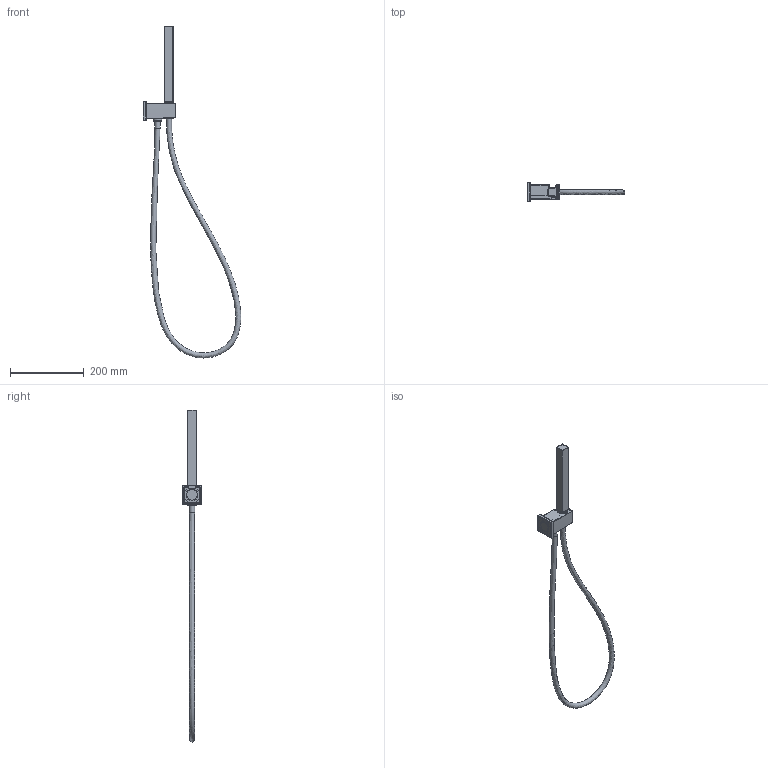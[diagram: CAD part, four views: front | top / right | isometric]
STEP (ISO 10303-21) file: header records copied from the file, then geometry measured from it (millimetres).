
FILE_DESCRIPTION(/* description */ ('Unknown'),/* implementation_level */ '2;1');
FILE_NAME(/* name */ '26405000',/* time_stamp */ '2022-09-07T05:23:40+02:00',/* author */ ('Unknown'),/* organization */ ('GROHE AG'),/* preprocessor_version */ 'ST-DEVELOPER v16.7',/* originating_system */ 'DEX',/* authorisation */ $);
FILE_SCHEMA (('AUTOMOTIVE_DESIGN {1 0 10303 214 3 1 1}'));
Length unit declared in the file: millimetre
Products named in the file (8): 26405000; id11; 1; 62475-02-00; 62476-04-00; 62884-01-00; 62884-02-00; 62884-03-00
Assembly tree (7 placements, depth 2):
  26405000
    id11
    1
    62475-02-00
    62476-04-00
    62884-01-00
    62884-02-00
    62884-03-00
Bounding box: 264.89 x 51.99 x 901.44 mm (x, y, z)
Surface area: 120629.3 mm2 (no closed solid volume)
Topology: 0 solids, 62 shells, 226 faces, 888 edges, 710 vertices
Faces by surface type: cylinder 87, plane 76, bspline 47, cone 8, torus 4, sphere 4
Full cylindrical faces by diameter (mm): 3 x32, 15 x2, 19.9 x1, 20.9 x1, 23 x2
Entity records: 14682 total; most frequent: CARTESIAN_POINT 7427, DIRECTION 1176, ORIENTED_EDGE 1042, EDGE_CURVE 820, VERTEX_POINT 692, AXIS2_PLACEMENT_3D 465, EDGE_LOOP 321, FACE_BOUND 321
